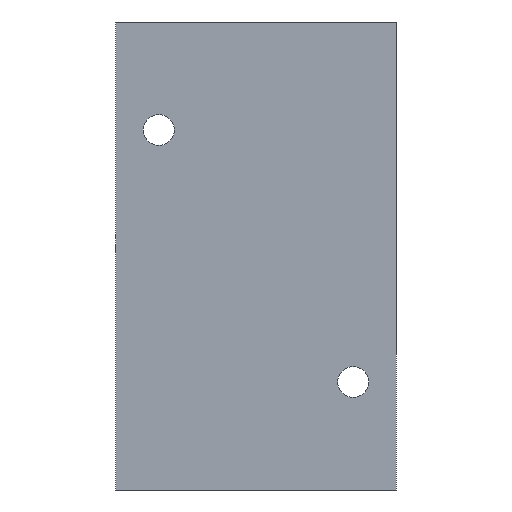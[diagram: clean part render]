
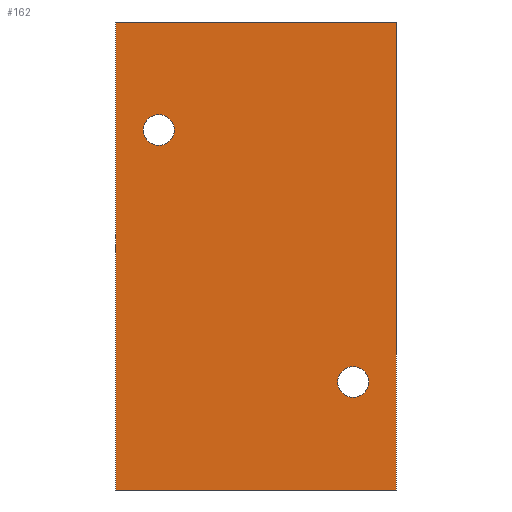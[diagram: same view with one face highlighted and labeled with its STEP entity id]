
A CAD part, front view. The second image highlights one B-rep face of the part: STEP entity #162.
In plain terms, the highlighted planar face has unit normal (0, -1, 0).
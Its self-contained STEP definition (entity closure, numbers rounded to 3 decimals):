
#69 = CIRCLE ( 'NONE', #1458, 4.3 ) ;
#105 = ORIENTED_EDGE ( 'NONE', *, *, #1502, .T. ) ;
#134 = ORIENTED_EDGE ( 'NONE', *, *, #976, .F. ) ;
#135 = CARTESIAN_POINT ( 'NONE',  ( -27., -25.5, 35. ) ) ;
#139 = PLANE ( 'NONE',  #1288 ) ;
#143 = AXIS2_PLACEMENT_3D ( 'NONE', #196, #631, #1055 ) ;
#149 = ORIENTED_EDGE ( 'NONE', *, *, #1809, .F. ) ;
#160 = EDGE_CURVE ( 'NONE', #1759, #1332, #514, .T. ) ;
#162 = ADVANCED_FACE ( 'NONE', ( #1776, #500, #229 ), #139, .F. ) ;
#196 = CARTESIAN_POINT ( 'NONE',  ( -27., -25.5, 35. ) ) ;
#229 = FACE_OUTER_BOUND ( 'NONE', #1042, .T. ) ;
#315 = CARTESIAN_POINT ( 'NONE',  ( -39., -25.5, -65. ) ) ;
#344 = DIRECTION ( 'NONE',  ( 0., -1., 0. ) ) ;
#389 = DIRECTION ( 'NONE',  ( 0., 1., 0. ) ) ;
#399 = VERTEX_POINT ( 'NONE', #892 ) ;
#408 = ORIENTED_EDGE ( 'NONE', *, *, #1121, .T. ) ;
#414 = CARTESIAN_POINT ( 'NONE',  ( -39., -25.5, -65. ) ) ;
#436 = VECTOR ( 'NONE', #1399, 1000. ) ;
#476 = EDGE_CURVE ( 'NONE', #644, #1579, #1342, .T. ) ;
#490 = EDGE_CURVE ( 'NONE', #825, #399, #493, .T. ) ;
#493 = CIRCLE ( 'NONE', #143, 4.3 ) ;
#500 = FACE_BOUND ( 'NONE', #1105, .T. ) ;
#514 = LINE ( 'NONE', #1368, #1139 ) ;
#545 = DIRECTION ( 'NONE',  ( 0., 0., 1. ) ) ;
#578 = ORIENTED_EDGE ( 'NONE', *, *, #476, .F. ) ;
#582 = DIRECTION ( 'NONE',  ( 1., 0., 0. ) ) ;
#631 = DIRECTION ( 'NONE',  ( 0., -1., 0. ) ) ;
#641 = CARTESIAN_POINT ( 'NONE',  ( 27., -25.5, -30.7 ) ) ;
#644 = VERTEX_POINT ( 'NONE', #1017 ) ;
#682 = VECTOR ( 'NONE', #582, 1000. ) ;
#701 = DIRECTION ( 'NONE',  ( 0., 0., -1. ) ) ;
#718 = CIRCLE ( 'NONE', #899, 4.3 ) ;
#807 = VECTOR ( 'NONE', #1518, 1000. ) ;
#810 = CARTESIAN_POINT ( 'NONE',  ( 39., -25.5, 65. ) ) ;
#825 = VERTEX_POINT ( 'NONE', #1234 ) ;
#828 = DIRECTION ( 'NONE',  ( 0., -1., 0. ) ) ;
#892 = CARTESIAN_POINT ( 'NONE',  ( -27., -25.5, 30.7 ) ) ;
#899 = AXIS2_PLACEMENT_3D ( 'NONE', #1403, #828, #1679 ) ;
#916 = VERTEX_POINT ( 'NONE', #1695 ) ;
#955 = CARTESIAN_POINT ( 'NONE',  ( -39., -25.5, 65. ) ) ;
#958 = ORIENTED_EDGE ( 'NONE', *, *, #490, .F. ) ;
#966 = CARTESIAN_POINT ( 'NONE',  ( -39., -25.5, 65. ) ) ;
#976 = EDGE_CURVE ( 'NONE', #916, #1759, #1821, .T. ) ;
#1017 = CARTESIAN_POINT ( 'NONE',  ( 27., -25.5, -39.3 ) ) ;
#1042 = EDGE_LOOP ( 'NONE', ( #105, #1677, #134, #408 ) ) ;
#1055 = DIRECTION ( 'NONE',  ( 0., 0., -1. ) ) ;
#1066 = CARTESIAN_POINT ( 'NONE',  ( 39., -25.5, -65. ) ) ;
#1073 = DIRECTION ( 'NONE',  ( 0., 0., -1. ) ) ;
#1105 = EDGE_LOOP ( 'NONE', ( #149, #958 ) ) ;
#1121 = EDGE_CURVE ( 'NONE', #916, #1541, #1236, .T. ) ;
#1139 = VECTOR ( 'NONE', #1073, 1000. ) ;
#1194 = CARTESIAN_POINT ( 'NONE',  ( 27., -25.5, -35. ) ) ;
#1234 = CARTESIAN_POINT ( 'NONE',  ( -27., -25.5, 39.3 ) ) ;
#1236 = LINE ( 'NONE', #955, #807 ) ;
#1288 = AXIS2_PLACEMENT_3D ( 'NONE', #966, #389, #545 ) ;
#1311 = AXIS2_PLACEMENT_3D ( 'NONE', #1194, #344, #1476 ) ;
#1332 = VERTEX_POINT ( 'NONE', #1066 ) ;
#1342 = CIRCLE ( 'NONE', #1311, 4.3 ) ;
#1368 = CARTESIAN_POINT ( 'NONE',  ( 39., -25.5, 65. ) ) ;
#1399 = DIRECTION ( 'NONE',  ( 1., 0., 0. ) ) ;
#1403 = CARTESIAN_POINT ( 'NONE',  ( 27., -25.5, -35. ) ) ;
#1458 = AXIS2_PLACEMENT_3D ( 'NONE', #135, #1693, #701 ) ;
#1476 = DIRECTION ( 'NONE',  ( 0., 0., -1. ) ) ;
#1502 = EDGE_CURVE ( 'NONE', #1541, #1332, #1703, .T. ) ;
#1518 = DIRECTION ( 'NONE',  ( 0., 0., -1. ) ) ;
#1541 = VERTEX_POINT ( 'NONE', #315 ) ;
#1579 = VERTEX_POINT ( 'NONE', #641 ) ;
#1616 = ORIENTED_EDGE ( 'NONE', *, *, #1728, .F. ) ;
#1663 = CARTESIAN_POINT ( 'NONE',  ( -39., -25.5, 65. ) ) ;
#1677 = ORIENTED_EDGE ( 'NONE', *, *, #160, .F. ) ;
#1679 = DIRECTION ( 'NONE',  ( 0., 0., -1. ) ) ;
#1693 = DIRECTION ( 'NONE',  ( 0., -1., 0. ) ) ;
#1695 = CARTESIAN_POINT ( 'NONE',  ( -39., -25.5, 65. ) ) ;
#1703 = LINE ( 'NONE', #414, #682 ) ;
#1728 = EDGE_CURVE ( 'NONE', #1579, #644, #718, .T. ) ;
#1759 = VERTEX_POINT ( 'NONE', #810 ) ;
#1776 = FACE_BOUND ( 'NONE', #1832, .T. ) ;
#1809 = EDGE_CURVE ( 'NONE', #399, #825, #69, .T. ) ;
#1821 = LINE ( 'NONE', #1663, #436 ) ;
#1832 = EDGE_LOOP ( 'NONE', ( #578, #1616 ) ) ;
